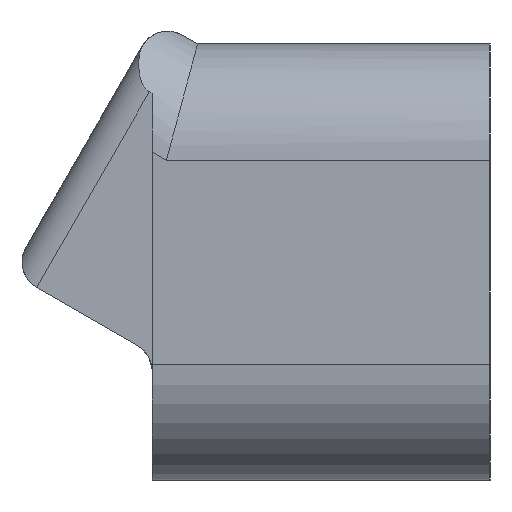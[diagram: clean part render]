
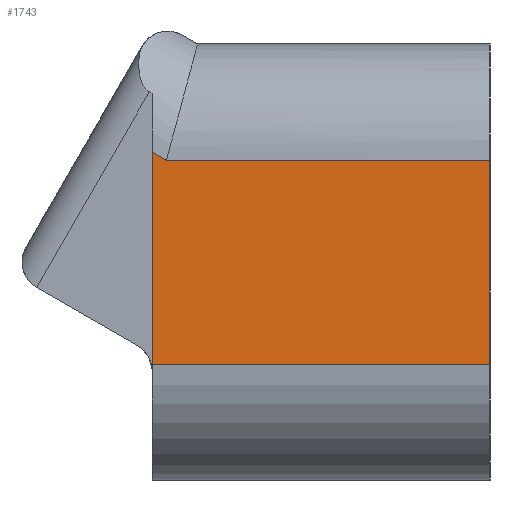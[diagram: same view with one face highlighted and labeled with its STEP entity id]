
A CAD part, left-side view. The second image highlights one B-rep face of the part: STEP entity #1743.
In plain terms, the highlighted planar face has unit normal (-1, 0, 0).
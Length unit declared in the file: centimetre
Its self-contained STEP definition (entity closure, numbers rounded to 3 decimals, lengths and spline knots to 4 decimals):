
#191=VERTEX_POINT('',#2496);
#192=VERTEX_POINT('',#2498);
#263=VERTEX_POINT('',#2694);
#264=VERTEX_POINT('',#2696);
#277=VERTEX_POINT('',#2829);
#351=VECTOR('',#2033,1.);
#434=VECTOR('',#2173,1.);
#445=VECTOR('',#2208,1.);
#447=VECTOR('',#2213,1.);
#448=VECTOR('',#2214,1.);
#529=LINE('',#2497,#351);
#612=LINE('',#2695,#434);
#623=LINE('',#2828,#445);
#625=LINE('',#2834,#447);
#626=LINE('',#2835,#448);
#728=EDGE_CURVE('',#191,#192,#529,.T.);
#826=EDGE_CURVE('',#264,#263,#612,.T.);
#845=EDGE_CURVE('',#192,#277,#623,.T.);
#848=EDGE_CURVE('',#277,#263,#625,.T.);
#849=EDGE_CURVE('',#264,#191,#626,.T.);
#1216=ORIENTED_EDGE('',*,*,#848,.F.);
#1217=ORIENTED_EDGE('',*,*,#845,.F.);
#1218=ORIENTED_EDGE('',*,*,#728,.F.);
#1219=ORIENTED_EDGE('',*,*,#849,.F.);
#1220=ORIENTED_EDGE('',*,*,#826,.T.);
#1515=EDGE_LOOP('',(#1216,#1217,#1218,#1219,#1220));
#1637=FACE_BOUND('',#1515,.T.);
#1743=ADVANCED_FACE('',(#1637),#3333,.T.);
#1877=AXIS2_PLACEMENT_3D('',#2833,#2212,$);
#2033=DIRECTION('',(0.,0.,1.));
#2173=DIRECTION('',(0.,0.,1.));
#2208=DIRECTION('',(0.,-0.866,-0.5));
#2212=DIRECTION('',(-1.,0.,0.));
#2213=DIRECTION('',(0.,-1.,0.));
#2214=DIRECTION('',(0.,1.,0.));
#2496=CARTESIAN_POINT('',(-2.35,0.91,-0.7));
#2497=CARTESIAN_POINT('',(-2.35,0.91,-1.5));
#2498=CARTESIAN_POINT('',(-2.35,0.91,0.7563));
#2694=CARTESIAN_POINT('',(-2.35,-1.41,0.7));
#2695=CARTESIAN_POINT('',(-2.35,-1.41,1.5));
#2696=CARTESIAN_POINT('',(-2.35,-1.41,-0.7));
#2828=CARTESIAN_POINT('',(-2.35,-0.308,0.0531));
#2829=CARTESIAN_POINT('',(-2.35,0.8124,0.7));
#2833=CARTESIAN_POINT('',(-2.35,0.,-1.5));
#2834=CARTESIAN_POINT('',(-2.35,0.,0.7));
#2835=CARTESIAN_POINT('',(-2.35,0.,-0.7));
#3333=PLANE('',#1877);
